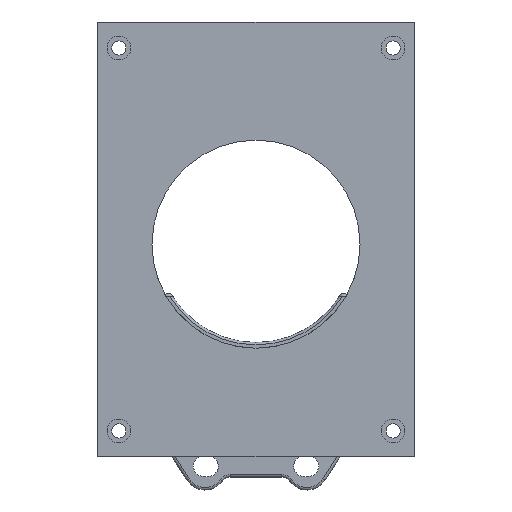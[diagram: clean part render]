
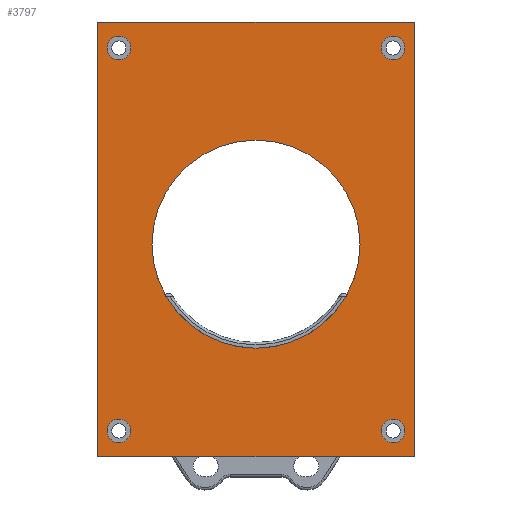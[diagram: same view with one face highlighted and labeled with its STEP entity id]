
A CAD part, front view. The second image highlights one B-rep face of the part: STEP entity #3797.
In plain terms, the highlighted planar face has unit normal (0, -1, 0).
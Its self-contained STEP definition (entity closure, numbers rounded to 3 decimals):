
#1611=DIRECTION('',(0.,0.,1.));
#1612=VECTOR('',#1611,92.);
#1613=CARTESIAN_POINT('',(33.5,-1.5,-19.));
#1614=LINE('',#1613,#1612);
#1618=DIRECTION('',(1.,0.,0.));
#1619=VECTOR('',#1618,67.);
#1620=CARTESIAN_POINT('',(-33.5,-1.5,-19.));
#1621=LINE('',#1620,#1619);
#1625=DIRECTION('',(0.,0.,-1.));
#1626=VECTOR('',#1625,92.);
#1627=CARTESIAN_POINT('',(-33.5,-1.5,73.));
#1628=LINE('',#1627,#1626);
#1632=DIRECTION('',(-1.,0.,0.));
#1633=VECTOR('',#1632,67.);
#1634=CARTESIAN_POINT('',(33.5,-1.5,73.));
#1635=LINE('',#1634,#1633);
#1639=CARTESIAN_POINT('',(0.,-1.5,26.));
#1640=DIRECTION('',(0.,-1.,0.));
#1641=DIRECTION('',(-1.,0.,0.));
#1642=AXIS2_PLACEMENT_3D('',#1639,#1640,#1641);
#1647=CARTESIAN_POINT('',(0.,-1.5,26.));
#1648=DIRECTION('',(0.,-1.,0.));
#1649=DIRECTION('',(1.,0.,0.));
#1650=AXIS2_PLACEMENT_3D('',#1647,#1648,#1649);
#1655=CARTESIAN_POINT('',(-29.,-1.5,-13.5));
#1656=DIRECTION('',(0.,-1.,0.));
#1657=DIRECTION('',(-1.,0.,0.));
#1658=AXIS2_PLACEMENT_3D('',#1655,#1656,#1657);
#1663=CARTESIAN_POINT('',(-29.,-1.5,-13.5));
#1664=DIRECTION('',(0.,-1.,0.));
#1665=DIRECTION('',(1.,0.,0.));
#1666=AXIS2_PLACEMENT_3D('',#1663,#1664,#1665);
#1671=CARTESIAN_POINT('',(-29.,-1.5,67.5));
#1672=DIRECTION('',(0.,-1.,0.));
#1673=DIRECTION('',(-1.,0.,0.));
#1674=AXIS2_PLACEMENT_3D('',#1671,#1672,#1673);
#1679=CARTESIAN_POINT('',(-29.,-1.5,67.5));
#1680=DIRECTION('',(0.,-1.,0.));
#1681=DIRECTION('',(1.,0.,0.));
#1682=AXIS2_PLACEMENT_3D('',#1679,#1680,#1681);
#1687=CARTESIAN_POINT('',(29.,-1.5,-13.5));
#1688=DIRECTION('',(0.,1.,0.));
#1689=DIRECTION('',(1.,0.,0.));
#1690=AXIS2_PLACEMENT_3D('',#1687,#1688,#1689);
#1695=CARTESIAN_POINT('',(29.,-1.5,-13.5));
#1696=DIRECTION('',(0.,1.,0.));
#1697=DIRECTION('',(-1.,0.,0.));
#1698=AXIS2_PLACEMENT_3D('',#1695,#1696,#1697);
#1703=CARTESIAN_POINT('',(29.,-1.5,67.5));
#1704=DIRECTION('',(0.,1.,0.));
#1705=DIRECTION('',(1.,0.,0.));
#1706=AXIS2_PLACEMENT_3D('',#1703,#1704,#1705);
#1711=CARTESIAN_POINT('',(29.,-1.5,67.5));
#1712=DIRECTION('',(0.,1.,0.));
#1713=DIRECTION('',(-1.,0.,0.));
#1714=AXIS2_PLACEMENT_3D('',#1711,#1712,#1713);
#2316=CARTESIAN_POINT('',(33.5,-1.5,-19.));
#2317=CARTESIAN_POINT('',(33.5,-1.5,73.));
#2318=VERTEX_POINT('',#2316);
#2319=VERTEX_POINT('',#2317);
#2320=CARTESIAN_POINT('',(-33.5,-1.5,73.));
#2321=VERTEX_POINT('',#2320);
#2322=CARTESIAN_POINT('',(-33.5,-1.5,-19.));
#2323=VERTEX_POINT('',#2322);
#2376=CARTESIAN_POINT('',(-22.,-1.5,26.));
#2377=CARTESIAN_POINT('',(22.,-1.5,26.));
#2378=VERTEX_POINT('',#2376);
#2379=VERTEX_POINT('',#2377);
#2404=CARTESIAN_POINT('',(-31.5,-1.5,-13.5));
#2405=CARTESIAN_POINT('',(-26.5,-1.5,-13.5));
#2406=VERTEX_POINT('',#2404);
#2407=VERTEX_POINT('',#2405);
#2408=CARTESIAN_POINT('',(-31.5,-1.5,67.5));
#2409=CARTESIAN_POINT('',(-26.5,-1.5,67.5));
#2410=VERTEX_POINT('',#2408);
#2411=VERTEX_POINT('',#2409);
#2436=CARTESIAN_POINT('',(31.5,-1.5,-13.5));
#2437=CARTESIAN_POINT('',(26.5,-1.5,-13.5));
#2438=VERTEX_POINT('',#2436);
#2439=VERTEX_POINT('',#2437);
#2440=CARTESIAN_POINT('',(31.5,-1.5,67.5));
#2441=CARTESIAN_POINT('',(26.5,-1.5,67.5));
#2442=VERTEX_POINT('',#2440);
#2443=VERTEX_POINT('',#2441);
#3755=CARTESIAN_POINT('',(0.,-1.5,0.));
#3756=DIRECTION('',(0.,-1.,0.));
#3757=DIRECTION('',(-1.,0.,0.));
#3758=AXIS2_PLACEMENT_3D('',#3755,#3756,#3757);
#3759=PLANE('',#3758);
#3761=ORIENTED_EDGE('',*,*,#3760,.F.);
#3762=ORIENTED_EDGE('',*,*,#2542,.F.);
#3764=ORIENTED_EDGE('',*,*,#3763,.F.);
#3766=ORIENTED_EDGE('',*,*,#3765,.F.);
#3767=EDGE_LOOP('',(#3761,#3762,#3764,#3766));
#3768=FACE_OUTER_BOUND('',#3767,.F.);
#3769=ORIENTED_EDGE('',*,*,#3735,.T.);
#3770=ORIENTED_EDGE('',*,*,#3749,.T.);
#3771=EDGE_LOOP('',(#3769,#3770));
#3772=FACE_BOUND('',#3771,.F.);
#3774=ORIENTED_EDGE('',*,*,#3773,.T.);
#3776=ORIENTED_EDGE('',*,*,#3775,.T.);
#3777=EDGE_LOOP('',(#3774,#3776));
#3778=FACE_BOUND('',#3777,.F.);
#3780=ORIENTED_EDGE('',*,*,#3779,.T.);
#3782=ORIENTED_EDGE('',*,*,#3781,.T.);
#3783=EDGE_LOOP('',(#3780,#3782));
#3784=FACE_BOUND('',#3783,.F.);
#3786=ORIENTED_EDGE('',*,*,#3785,.F.);
#3788=ORIENTED_EDGE('',*,*,#3787,.F.);
#3789=EDGE_LOOP('',(#3786,#3788));
#3790=FACE_BOUND('',#3789,.F.);
#3792=ORIENTED_EDGE('',*,*,#3791,.F.);
#3794=ORIENTED_EDGE('',*,*,#3793,.F.);
#3795=EDGE_LOOP('',(#3792,#3794));
#3796=FACE_BOUND('',#3795,.F.);
#3797=ADVANCED_FACE('',(#3768,#3772,#3778,#3784,#3790,#3796),#3759,.T.);
#1643=CIRCLE('',#1642,22.);
#1651=CIRCLE('',#1650,22.);
#1659=CIRCLE('',#1658,2.5);
#1667=CIRCLE('',#1666,2.5);
#1675=CIRCLE('',#1674,2.5);
#1683=CIRCLE('',#1682,2.5);
#1691=CIRCLE('',#1690,2.5);
#1699=CIRCLE('',#1698,2.5);
#1707=CIRCLE('',#1706,2.5);
#1715=CIRCLE('',#1714,2.5);
#2542=EDGE_CURVE('',#2323,#2318,#1621,.T.);
#3735=EDGE_CURVE('',#2378,#2379,#1643,.T.);
#3749=EDGE_CURVE('',#2379,#2378,#1651,.T.);
#3760=EDGE_CURVE('',#2318,#2319,#1614,.T.);
#3763=EDGE_CURVE('',#2321,#2323,#1628,.T.);
#3765=EDGE_CURVE('',#2319,#2321,#1635,.T.);
#3773=EDGE_CURVE('',#2406,#2407,#1659,.T.);
#3775=EDGE_CURVE('',#2407,#2406,#1667,.T.);
#3779=EDGE_CURVE('',#2410,#2411,#1675,.T.);
#3781=EDGE_CURVE('',#2411,#2410,#1683,.T.);
#3785=EDGE_CURVE('',#2438,#2439,#1691,.T.);
#3787=EDGE_CURVE('',#2439,#2438,#1699,.T.);
#3791=EDGE_CURVE('',#2442,#2443,#1707,.T.);
#3793=EDGE_CURVE('',#2443,#2442,#1715,.T.);
